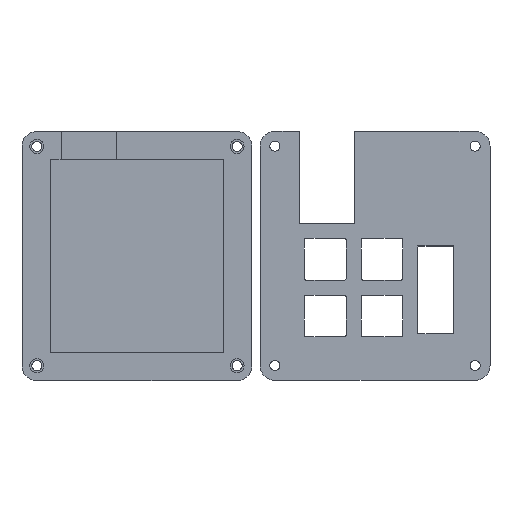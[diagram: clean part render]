
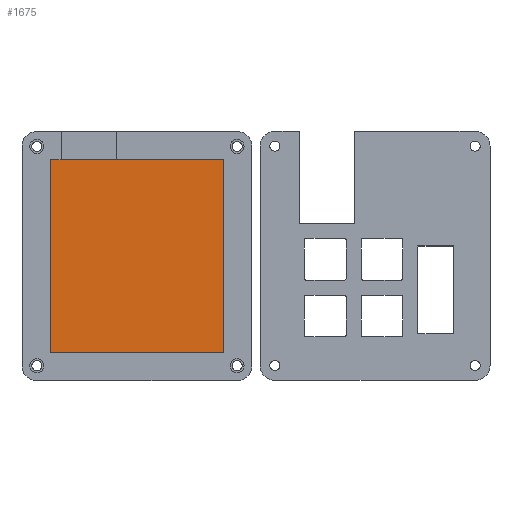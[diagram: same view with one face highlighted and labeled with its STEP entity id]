
A CAD part, top view. The second image highlights one B-rep face of the part: STEP entity #1675.
In plain terms, the highlighted planar face has unit normal (0, 0, 1).
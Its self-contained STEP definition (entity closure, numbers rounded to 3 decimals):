
#77=PLANE('',#1814);
#137=FACE_OUTER_BOUND('',#237,.T.);
#237=EDGE_LOOP('',(#1227,#1228,#1229,#1230));
#371=LINE('',#2586,#531);
#373=LINE('',#2590,#533);
#374=LINE('',#2592,#534);
#375=LINE('',#2593,#535);
#531=VECTOR('',#2070,10.);
#533=VECTOR('',#2074,10.);
#534=VECTOR('',#2075,10.);
#535=VECTOR('',#2076,10.);
#775=VERTEX_POINT('',#2583);
#776=VERTEX_POINT('',#2585);
#777=VERTEX_POINT('',#2589);
#778=VERTEX_POINT('',#2591);
#951=EDGE_CURVE('',#775,#776,#371,.T.);
#953=EDGE_CURVE('',#777,#775,#373,.T.);
#954=EDGE_CURVE('',#778,#777,#374,.T.);
#955=EDGE_CURVE('',#776,#778,#375,.T.);
#1227=ORIENTED_EDGE('',*,*,#953,.F.);
#1228=ORIENTED_EDGE('',*,*,#954,.F.);
#1229=ORIENTED_EDGE('',*,*,#955,.F.);
#1230=ORIENTED_EDGE('',*,*,#951,.F.);
#1675=ADVANCED_FACE('',(#137),#77,.T.);
#1814=AXIS2_PLACEMENT_3D('',#2588,#2072,#2073);
#2070=DIRECTION('',(1.,0.,0.));
#2072=DIRECTION('center_axis',(0.,0.,1.));
#2073=DIRECTION('ref_axis',(1.,0.,0.));
#2074=DIRECTION('',(0.,1.,0.));
#2075=DIRECTION('',(-1.,0.,0.));
#2076=DIRECTION('',(0.,-1.,0.));
#2583=CARTESIAN_POINT('',(0.,64.619,3.));
#2585=CARTESIAN_POINT('',(58.213,64.619,3.));
#2586=CARTESIAN_POINT('',(14.553,64.619,3.));
#2588=CARTESIAN_POINT('Origin',(29.106,32.309,3.));
#2589=CARTESIAN_POINT('',(0.,0.,3.));
#2590=CARTESIAN_POINT('',(0.,16.155,3.));
#2591=CARTESIAN_POINT('',(58.213,0.,3.));
#2592=CARTESIAN_POINT('',(43.659,0.,3.));
#2593=CARTESIAN_POINT('',(58.213,48.464,3.));
